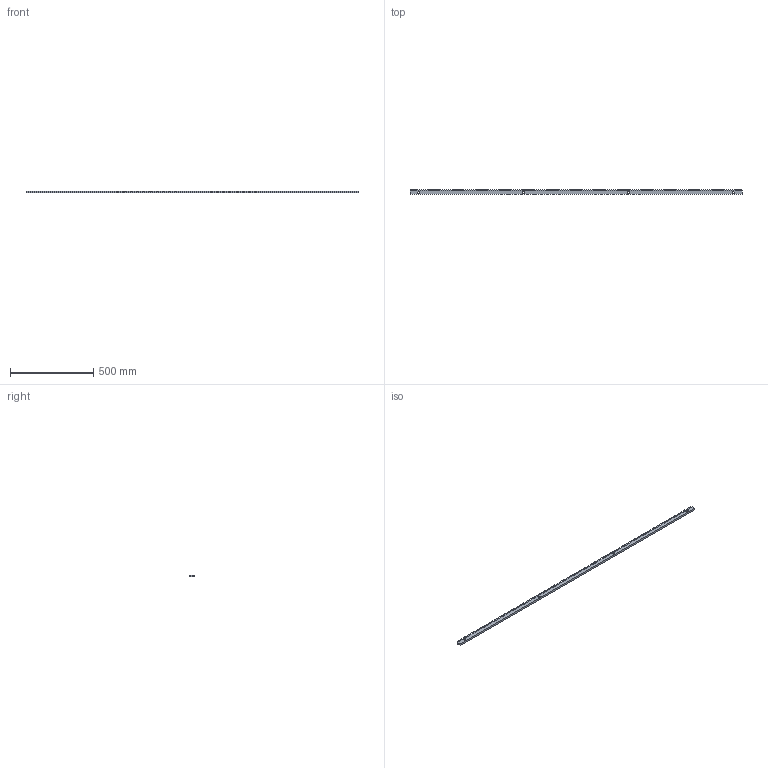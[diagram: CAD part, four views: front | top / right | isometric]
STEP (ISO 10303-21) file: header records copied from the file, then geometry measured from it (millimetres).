
FILE_DESCRIPTION((''),'2;1');
FILE_NAME('262-30x12 2MT.stp','2012-11-28T09:11:38',('amenegon'),(''),'Autodesk Inventor 2012','Autodesk Inventor 2012','');
FILE_SCHEMA(('AUTOMOTIVE_DESIGN { 1 0 10303 214 1 1 1 1 }'));
Length unit declared in the file: millimetre
Products named in the file (1): 11401010  001
Bounding box: 1997.75 x 30 x 12 mm (x, y, z)
Volume: 619060.4 mm3; surface area: 175520.8 mm2
Topology: 1 solids, 1 shells, 976 faces, 2922 edges, 1948 vertices
Faces by surface type: plane 650, cylinder 326
Entity records: 32860 total; most frequent: CARTESIAN_POINT 5847, ORIENTED_EDGE 5844, DIRECTION 5528, EDGE_CURVE 2922, VECTOR 2270, LINE 2270, VERTEX_POINT 1948, AXIS2_PLACEMENT_3D 1629
